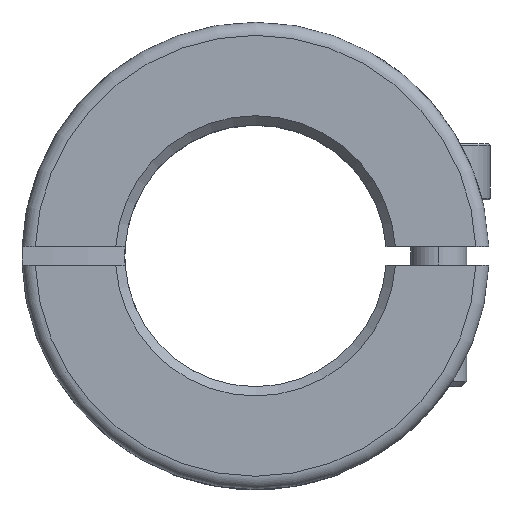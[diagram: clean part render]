
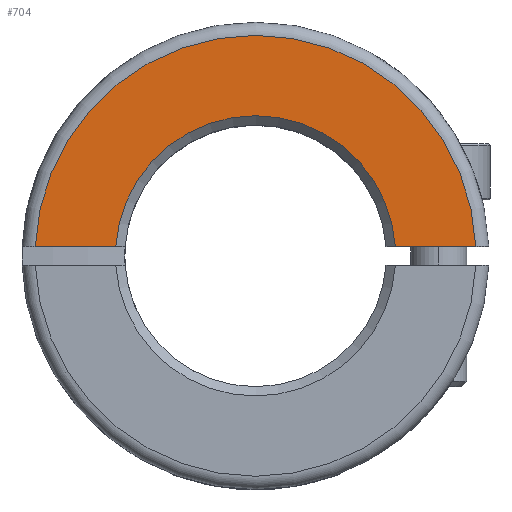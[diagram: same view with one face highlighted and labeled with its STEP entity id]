
A CAD part, top view. The second image highlights one B-rep face of the part: STEP entity #704.
In plain terms, the highlighted planar face has unit normal (0, 0, 1).
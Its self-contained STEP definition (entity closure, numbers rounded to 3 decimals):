
#114 = FACE_OUTER_BOUND ( 'NONE', #786, .T. ) ;
#319 = VERTEX_POINT ( 'NONE', #1395 ) ;
#378 = VECTOR ( 'NONE', #2964, 1000. ) ;
#496 = DIRECTION ( 'NONE',  ( 1., 0., 0. ) ) ;
#704 = ADVANCED_FACE ( 'NONE', ( #114 ), #3209, .T. ) ;
#714 = ORIENTED_EDGE ( 'NONE', *, *, #3189, .F. ) ;
#777 = CARTESIAN_POINT ( 'NONE',  ( 0., 0., 10. ) ) ;
#786 = EDGE_LOOP ( 'NONE', ( #714, #3580, #2012, #915 ) ) ;
#878 = CARTESIAN_POINT ( 'NONE',  ( 7.483, 0.5, 10. ) ) ;
#913 = AXIS2_PLACEMENT_3D ( 'NONE', #2794, #4174, #1169 ) ;
#915 = ORIENTED_EDGE ( 'NONE', *, *, #1299, .T. ) ;
#1087 = EDGE_CURVE ( 'NONE', #2096, #319, #3088, .T. ) ;
#1169 = DIRECTION ( 'NONE',  ( 1., 0., 0. ) ) ;
#1195 = EDGE_CURVE ( 'NONE', #2523, #319, #3371, .T. ) ;
#1299 = EDGE_CURVE ( 'NONE', #2096, #2530, #2252, .T. ) ;
#1395 = CARTESIAN_POINT ( 'NONE',  ( -11.789, 0.5, 10. ) ) ;
#1426 = DIRECTION ( 'NONE',  ( -1., 0., 0. ) ) ;
#1464 = DIRECTION ( 'NONE',  ( 0., 0., 1. ) ) ;
#1553 = AXIS2_PLACEMENT_3D ( 'NONE', #777, #1464, #496 ) ;
#1628 = LINE ( 'NONE', #3262, #378 ) ;
#2012 = ORIENTED_EDGE ( 'NONE', *, *, #1087, .F. ) ;
#2096 = VERTEX_POINT ( 'NONE', #3053 ) ;
#2226 = DIRECTION ( 'NONE',  ( 0., 0., -1. ) ) ;
#2252 = CIRCLE ( 'NONE', #3366, 7.5 ) ;
#2372 = CARTESIAN_POINT ( 'NONE',  ( 0., 0.5, 10. ) ) ;
#2523 = VERTEX_POINT ( 'NONE', #4325 ) ;
#2530 = VERTEX_POINT ( 'NONE', #878 ) ;
#2548 = CARTESIAN_POINT ( 'NONE',  ( 0., 0., 10. ) ) ;
#2794 = CARTESIAN_POINT ( 'NONE',  ( 0., 0., 10. ) ) ;
#2964 = DIRECTION ( 'NONE',  ( -1., 0., 0. ) ) ;
#3053 = CARTESIAN_POINT ( 'NONE',  ( -7.483, 0.5, 10. ) ) ;
#3088 = LINE ( 'NONE', #2372, #3577 ) ;
#3189 = EDGE_CURVE ( 'NONE', #2523, #2530, #1628, .T. ) ;
#3209 = PLANE ( 'NONE',  #913 ) ;
#3219 = DIRECTION ( 'NONE',  ( 1., 0., 0. ) ) ;
#3262 = CARTESIAN_POINT ( 'NONE',  ( 0., 0.5, 10. ) ) ;
#3366 = AXIS2_PLACEMENT_3D ( 'NONE', #2548, #2226, #3219 ) ;
#3371 = CIRCLE ( 'NONE', #1553, 11.8 ) ;
#3577 = VECTOR ( 'NONE', #1426, 1000. ) ;
#3580 = ORIENTED_EDGE ( 'NONE', *, *, #1195, .T. ) ;
#4174 = DIRECTION ( 'NONE',  ( 0., 0., 1. ) ) ;
#4325 = CARTESIAN_POINT ( 'NONE',  ( 11.789, 0.5, 10. ) ) ;
